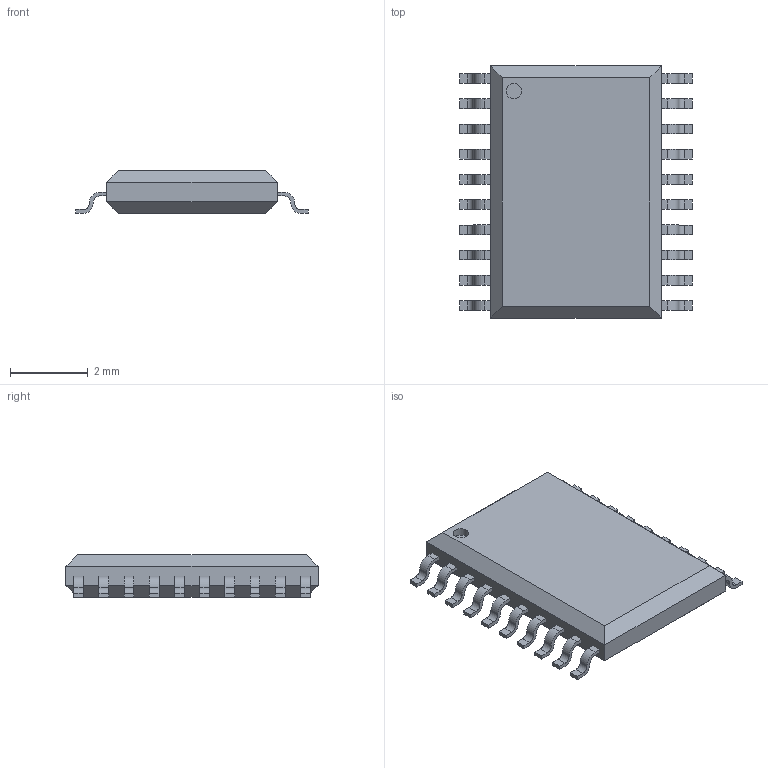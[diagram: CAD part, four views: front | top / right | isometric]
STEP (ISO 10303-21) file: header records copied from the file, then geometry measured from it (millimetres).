
FILE_DESCRIPTION(('FreeCAD Model'),'2;1');
FILE_NAME( 'ADS131M04.step' ,'2020-12-05T21:18:57',('Author'),(''), 'Open CASCADE STEP processor 7.4','FreeCAD','Unknown');
FILE_SCHEMA(('AUTOMOTIVE_DESIGN { 1 0 10303 214 1 1 1 1 }'));
Length unit declared in the file: millimetre
Products named in the file (3): Array; Array_(Mirror_#1); Chamfer
Bounding box: 6 x 6.5 x 1.1 mm (x, y, z)
Volume: 30.1 mm3; surface area: 90 mm2
Topology: 21 solids, 21 shells, 256 faces, 631 edges, 418 vertices
Faces by surface type: plane 175, cylinder 81
Full cylindrical faces by diameter (mm): 0.4 x1
Entity records: 16126 total; most frequent: CARTESIAN_POINT 3214, DIRECTION 2328, LINE 1409, VECTOR 1409, ORIENTED_EDGE 1262, PCURVE 1262, DEFINITIONAL_REPRESENTATION 1262, EDGE_CURVE 631
